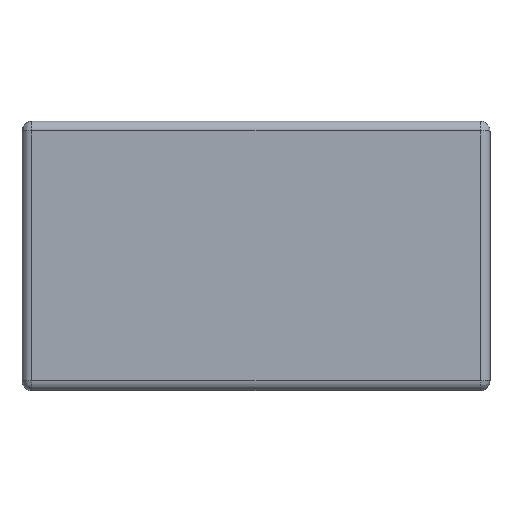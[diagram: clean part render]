
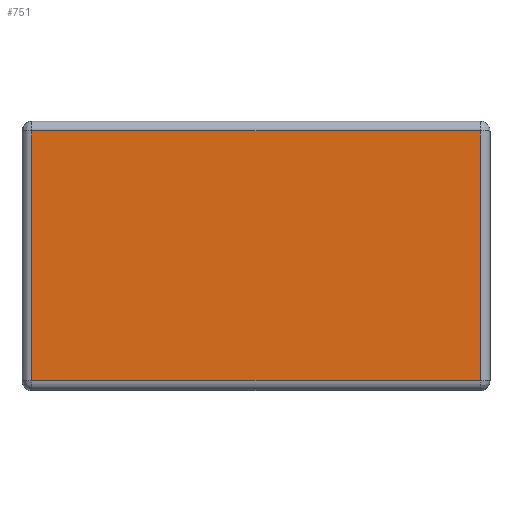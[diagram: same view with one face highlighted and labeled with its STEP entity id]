
A CAD part, top view. The second image highlights one B-rep face of the part: STEP entity #751.
In plain terms, the highlighted planar face has unit normal (0, 0, 1).
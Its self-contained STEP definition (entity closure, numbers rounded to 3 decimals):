
#13 = VECTOR ( 'NONE', #1512, 1000. ) ;
#28 = CARTESIAN_POINT ( 'NONE',  ( 11.4, 6.85, 8. ) ) ;
#56 = ORIENTED_EDGE ( 'NONE', *, *, #1496, .F. ) ;
#90 = VERTEX_POINT ( 'NONE', #1276 ) ;
#165 = VECTOR ( 'NONE', #454, 1000. ) ;
#212 = VECTOR ( 'NONE', #725, 1000. ) ;
#218 = EDGE_LOOP ( 'NONE', ( #56, #1300, #960, #1104 ) ) ;
#239 = VERTEX_POINT ( 'NONE', #1453 ) ;
#285 = AXIS2_PLACEMENT_3D ( 'NONE', #579, #1178, #1186 ) ;
#336 = FACE_OUTER_BOUND ( 'NONE', #218, .T. ) ;
#351 = CARTESIAN_POINT ( 'NONE',  ( -11.9, 6.35, 8. ) ) ;
#364 = VECTOR ( 'NONE', #580, 1000. ) ;
#454 = DIRECTION ( 'NONE',  ( 0., 1., 0. ) ) ;
#509 = LINE ( 'NONE', #351, #212 ) ;
#579 = CARTESIAN_POINT ( 'NONE',  ( 0., 0., 8. ) ) ;
#580 = DIRECTION ( 'NONE',  ( -1., 0., 0. ) ) ;
#583 = CARTESIAN_POINT ( 'NONE',  ( 11.4, 6.35, 8. ) ) ;
#719 = CARTESIAN_POINT ( 'NONE',  ( -11.4, 6.35, 8. ) ) ;
#725 = DIRECTION ( 'NONE',  ( 1., 0., 0. ) ) ;
#751 = ADVANCED_FACE ( 'NONE', ( #336 ), #939, .T. ) ;
#838 = EDGE_CURVE ( 'NONE', #239, #1548, #1271, .T. ) ;
#877 = LINE ( 'NONE', #28, #13 ) ;
#884 = EDGE_CURVE ( 'NONE', #1548, #1238, #509, .T. ) ;
#939 = PLANE ( 'NONE',  #285 ) ;
#960 = ORIENTED_EDGE ( 'NONE', *, *, #884, .F. ) ;
#1046 = LINE ( 'NONE', #1284, #364 ) ;
#1072 = CARTESIAN_POINT ( 'NONE',  ( -11.4, -6.85, 8. ) ) ;
#1104 = ORIENTED_EDGE ( 'NONE', *, *, #838, .F. ) ;
#1178 = DIRECTION ( 'NONE',  ( 0., 0., 1. ) ) ;
#1186 = DIRECTION ( 'NONE',  ( 1., 0., 0. ) ) ;
#1238 = VERTEX_POINT ( 'NONE', #583 ) ;
#1271 = LINE ( 'NONE', #1072, #165 ) ;
#1276 = CARTESIAN_POINT ( 'NONE',  ( 11.4, -6.35, 8. ) ) ;
#1284 = CARTESIAN_POINT ( 'NONE',  ( 11.9, -6.35, 8. ) ) ;
#1300 = ORIENTED_EDGE ( 'NONE', *, *, #1366, .F. ) ;
#1366 = EDGE_CURVE ( 'NONE', #1238, #90, #877, .T. ) ;
#1453 = CARTESIAN_POINT ( 'NONE',  ( -11.4, -6.35, 8. ) ) ;
#1496 = EDGE_CURVE ( 'NONE', #90, #239, #1046, .T. ) ;
#1512 = DIRECTION ( 'NONE',  ( 0., -1., 0. ) ) ;
#1548 = VERTEX_POINT ( 'NONE', #719 ) ;
